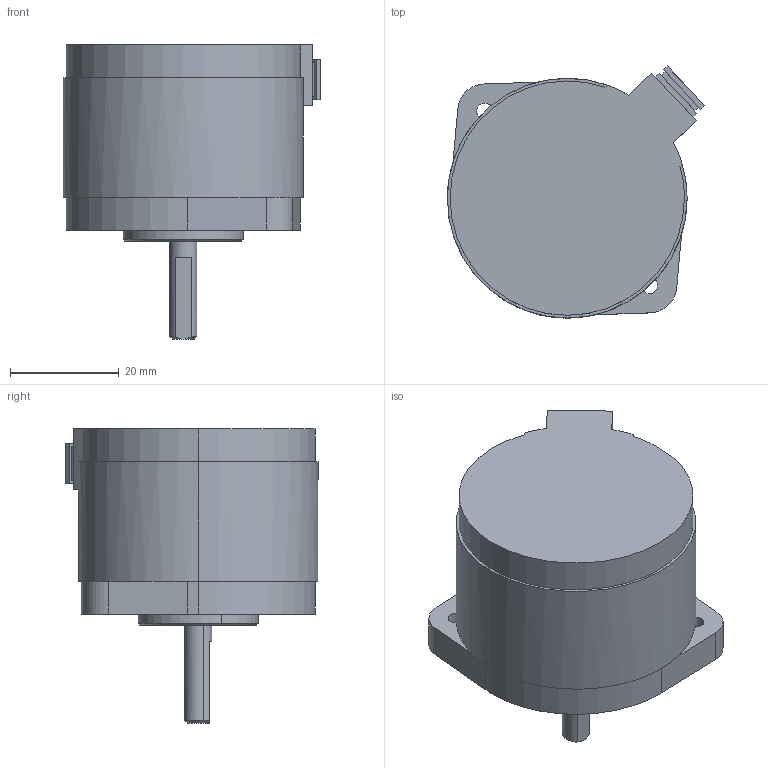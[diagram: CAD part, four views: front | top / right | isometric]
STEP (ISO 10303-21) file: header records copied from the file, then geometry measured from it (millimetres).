
FILE_DESCRIPTION (( 'STEP AP214' ), '1' );
FILE_NAME ('AM17HC20A0-01N.STEP', '2016-06-17T02:57:44', ( 'jrww' ), ( 'jrww' ), 'SwSTEP 2.0', 'SolidWorks 2011', '' );
FILE_SCHEMA (( 'AUTOMOTIVE_DESIGN' ));
Length unit declared in the file: millimetre
Products named in the file (1): AM17HC20A0-01N
Bounding box: 47.21 x 46.27 x 54 mm (x, y, z)
Volume: 53480.2 mm3; surface area: 9361 mm2
Topology: 1 solids, 4 shells, 233 faces, 688 edges, 460 vertices
Faces by surface type: plane 187, cylinder 39, cone 5, torus 2
Entity records: 10330 total; most frequent: CARTESIAN_POINT 1413, ORIENTED_EDGE 1376, DIRECTION 1285, EDGE_CURVE 688, LINE 545, VECTOR 545, VERTEX_POINT 460, AXIS2_PLACEMENT_3D 370
